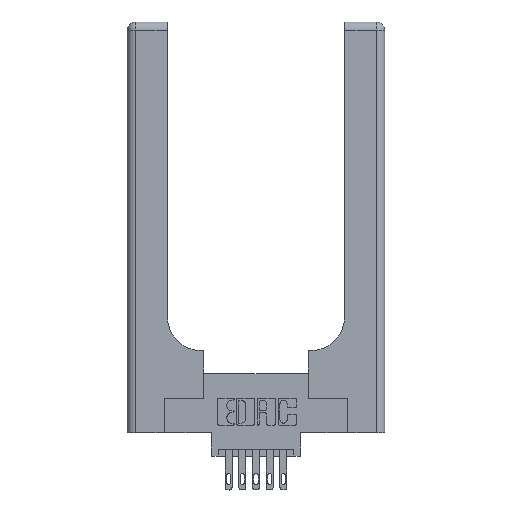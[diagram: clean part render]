
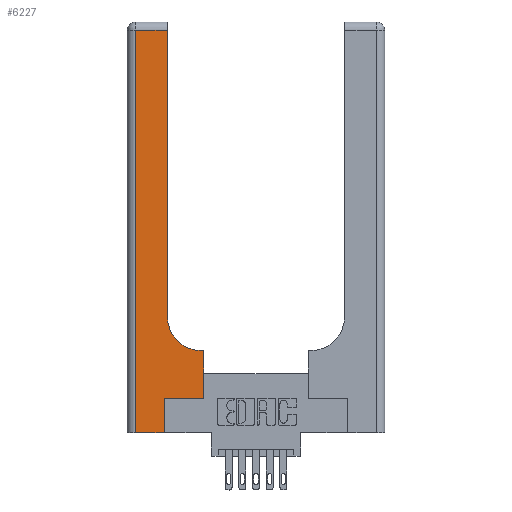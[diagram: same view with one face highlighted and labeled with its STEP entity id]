
A CAD part, top view. The second image highlights one B-rep face of the part: STEP entity #6227.
In plain terms, the highlighted planar face has unit normal (0, 0, 1).
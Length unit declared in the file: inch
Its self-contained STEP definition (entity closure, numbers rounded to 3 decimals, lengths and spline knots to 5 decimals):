
#186 = VERTEX_POINT ( 'NONE', #12799 ) ;
#189 = LINE ( 'NONE', #8720, #6851 ) ;
#1175 = LINE ( 'NONE', #14072, #6482 ) ;
#1774 = LINE ( 'NONE', #7425, #8415 ) ;
#1830 = VECTOR ( 'NONE', #9737, 39.37008 ) ;
#1836 = LINE ( 'NONE', #8281, #7133 ) ;
#1910 = CARTESIAN_POINT ( 'NONE',  ( 0.2915, 3., 0.37 ) ) ;
#1919 = CARTESIAN_POINT ( 'NONE',  ( 0., 3., 0.37 ) ) ;
#2071 = DIRECTION ( 'NONE',  ( 1., 0., 0. ) ) ;
#2088 = CARTESIAN_POINT ( 'NONE',  ( 0.06, 3., 0.37 ) ) ;
#2151 = CIRCLE ( 'NONE', #6501, 0.25 ) ;
#2242 = CARTESIAN_POINT ( 'NONE',  ( 0., 0., 0.37 ) ) ;
#2249 = ORIENTED_EDGE ( 'NONE', *, *, #5180, .T. ) ;
#2339 = CARTESIAN_POINT ( 'NONE',  ( 0.5415, 0.6, 0.37 ) ) ;
#2408 = EDGE_CURVE ( 'NONE', #13751, #9323, #189, .T. ) ;
#2482 = ORIENTED_EDGE ( 'NONE', *, *, #12600, .T. ) ;
#2749 = EDGE_CURVE ( 'NONE', #186, #13751, #12143, .T. ) ;
#2951 = VERTEX_POINT ( 'NONE', #10806 ) ;
#2955 = DIRECTION ( 'NONE',  ( 0., 1., 0. ) ) ;
#3163 = DIRECTION ( 'NONE',  ( 1., 0., 0. ) ) ;
#3445 = VECTOR ( 'NONE', #11720, 39.37008 ) ;
#3552 = VECTOR ( 'NONE', #3163, 39.37008 ) ;
#3690 = VECTOR ( 'NONE', #10965, 39.37008 ) ;
#3828 = DIRECTION ( 'NONE',  ( -1., 0., 0. ) ) ;
#3888 = LINE ( 'NONE', #2242, #3552 ) ;
#3978 = DIRECTION ( 'NONE',  ( -1., 0., 0. ) ) ;
#4420 = AXIS2_PLACEMENT_3D ( 'NONE', #1919, #7220, #3978 ) ;
#4580 = CARTESIAN_POINT ( 'NONE',  ( 0.2915, 2.94, 0.37 ) ) ;
#5016 = ORIENTED_EDGE ( 'NONE', *, *, #2749, .T. ) ;
#5180 = EDGE_CURVE ( 'NONE', #12843, #11034, #1836, .T. ) ;
#6227 = ADVANCED_FACE ( 'NONE', ( #8486 ), #8506, .F. ) ;
#6482 = VECTOR ( 'NONE', #2955, 39.37008 ) ;
#6501 = AXIS2_PLACEMENT_3D ( 'NONE', #13046, #8515, #2071 ) ;
#6617 = DIRECTION ( 'NONE',  ( -1., 0., 0. ) ) ;
#6710 = CARTESIAN_POINT ( 'NONE',  ( 0.269, 0.25, 0.37 ) ) ;
#6851 = VECTOR ( 'NONE', #6617, 39.37008 ) ;
#7133 = VECTOR ( 'NONE', #3828, 39.37008 ) ;
#7220 = DIRECTION ( 'NONE',  ( 0., 0., -1. ) ) ;
#7242 = EDGE_CURVE ( 'NONE', #2951, #12843, #1774, .T. ) ;
#7265 = LINE ( 'NONE', #10872, #3690 ) ;
#7323 = VERTEX_POINT ( 'NONE', #8772 ) ;
#7425 = CARTESIAN_POINT ( 'NONE',  ( 0.5585, 0.25, 0.37 ) ) ;
#8281 = CARTESIAN_POINT ( 'NONE',  ( 0.2915, 0.6, 0.37 ) ) ;
#8303 = LINE ( 'NONE', #2088, #1830 ) ;
#8415 = VECTOR ( 'NONE', #9832, 39.37008 ) ;
#8486 = FACE_OUTER_BOUND ( 'NONE', #10656, .T. ) ;
#8506 = PLANE ( 'NONE',  #4420 ) ;
#8515 = DIRECTION ( 'NONE',  ( 0., 0., -1. ) ) ;
#8720 = CARTESIAN_POINT ( 'NONE',  ( 0., 2.94, 0.37 ) ) ;
#8772 = CARTESIAN_POINT ( 'NONE',  ( 0.06, 0., 0.37 ) ) ;
#9323 = VERTEX_POINT ( 'NONE', #12358 ) ;
#9355 = CARTESIAN_POINT ( 'NONE',  ( 0.5585, 0.6, 0.37 ) ) ;
#9737 = DIRECTION ( 'NONE',  ( 0., -1., 0. ) ) ;
#9753 = ORIENTED_EDGE ( 'NONE', *, *, #7242, .T. ) ;
#9832 = DIRECTION ( 'NONE',  ( 0., 1., 0. ) ) ;
#10530 = CARTESIAN_POINT ( 'NONE',  ( 0.269, 0., 0.37 ) ) ;
#10594 = VERTEX_POINT ( 'NONE', #10530 ) ;
#10656 = EDGE_LOOP ( 'NONE', ( #5016, #12010, #11254, #11052, #10830, #2482, #9753, #2249, #13269 ) ) ;
#10806 = CARTESIAN_POINT ( 'NONE',  ( 0.5585, 0.25, 0.37 ) ) ;
#10830 = ORIENTED_EDGE ( 'NONE', *, *, #12946, .T. ) ;
#10866 = EDGE_CURVE ( 'NONE', #7323, #10594, #3888, .T. ) ;
#10872 = CARTESIAN_POINT ( 'NONE',  ( 0.269, 0.25, 0.37 ) ) ;
#10965 = DIRECTION ( 'NONE',  ( 1., 0., 0. ) ) ;
#11034 = VERTEX_POINT ( 'NONE', #2339 ) ;
#11052 = ORIENTED_EDGE ( 'NONE', *, *, #10866, .T. ) ;
#11254 = ORIENTED_EDGE ( 'NONE', *, *, #11378, .T. ) ;
#11378 = EDGE_CURVE ( 'NONE', #9323, #7323, #8303, .T. ) ;
#11614 = VERTEX_POINT ( 'NONE', #6710 ) ;
#11720 = DIRECTION ( 'NONE',  ( 0., 1., 0. ) ) ;
#12010 = ORIENTED_EDGE ( 'NONE', *, *, #2408, .T. ) ;
#12013 = EDGE_CURVE ( 'NONE', #11034, #186, #2151, .T. ) ;
#12143 = LINE ( 'NONE', #1910, #3445 ) ;
#12358 = CARTESIAN_POINT ( 'NONE',  ( 0.06, 2.94, 0.37 ) ) ;
#12600 = EDGE_CURVE ( 'NONE', #11614, #2951, #7265, .T. ) ;
#12799 = CARTESIAN_POINT ( 'NONE',  ( 0.2915, 0.85, 0.37 ) ) ;
#12843 = VERTEX_POINT ( 'NONE', #9355 ) ;
#12946 = EDGE_CURVE ( 'NONE', #10594, #11614, #1175, .T. ) ;
#13046 = CARTESIAN_POINT ( 'NONE',  ( 0.5415, 0.85, 0.37 ) ) ;
#13269 = ORIENTED_EDGE ( 'NONE', *, *, #12013, .T. ) ;
#13751 = VERTEX_POINT ( 'NONE', #4580 ) ;
#14072 = CARTESIAN_POINT ( 'NONE',  ( 0.269, 0., 0.37 ) ) ;
